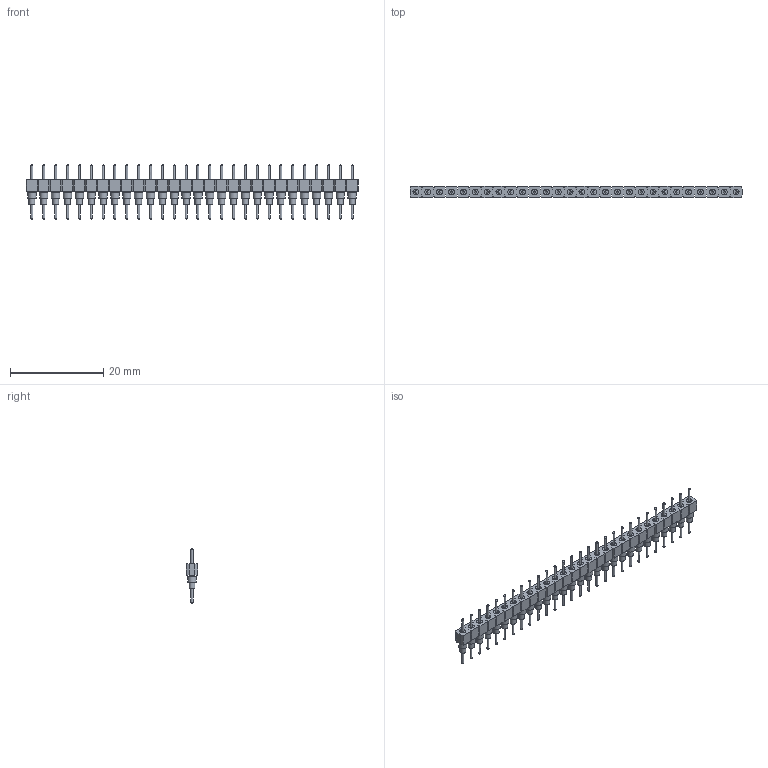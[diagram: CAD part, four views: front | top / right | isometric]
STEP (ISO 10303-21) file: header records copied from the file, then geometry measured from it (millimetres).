
FILE_DESCRIPTION(('FreeCAD Model'),'2;1');
FILE_NAME('Open CASCADE Shape Model','2025-01-12T11:50:32',(''),(''), 'Open CASCADE STEP processor 7.8','FreeCAD','Unknown');
FILE_SCHEMA(('AUTOMOTIVE_DESIGN { 1 0 10303 214 1 1 1 1 }'));
Length unit declared in the file: millimetre
Products named in the file (29): BBS-128-G-A_pins027; BBS-128-G-A_socket; BBS-128-G-A_pins; BBS-128-G-A_pins001; BBS-128-G-A_pins002; BBS-128-G-A_pins003; BBS-128-G-A_pins004; BBS-128-G-A_pins005; BBS-128-G-A_pins006; BBS-128-G-A_pins007; BBS-128-G-A_pins008; BBS-128-G-A_pins009; BBS-128-G-A_pins010; BBS-128-G-A_pins011; BBS-128-G-A_pins012; BBS-128-G-A_pins013; BBS-128-G-A_pins014; BBS-128-G-A_pins015; BBS-128-G-A_pins016; BBS-128-G-A_pins017; BBS-128-G-A_pins018; BBS-128-G-A_pins019; BBS-128-G-A_pins020; BBS-128-G-A_pins021; BBS-128-G-A_pins022; BBS-128-G-A_pins023; BBS-128-G-A_pins024; BBS-128-G-A_pins025; BBS-128-G-A_pins026
Bounding box: 71.12 x 2.44 x 11.68 mm (x, y, z)
Volume: 593.6 mm3; surface area: 2085.8 mm2
Topology: 29 solids, 29 shells, 508 faces, 1210 edges, 816 vertices
Faces by surface type: plane 284, cylinder 168, sphere 56
Full cylindrical faces by diameter (mm): 0.457 x56, 1.27 x84, 1.778 x28
Entity records: 15176 total; most frequent: CARTESIAN_POINT 2927, DIRECTION 2368, ORIENTED_EDGE 2308, EDGE_CURVE 1154, AXIS2_PLACEMENT_3D 929, VERTEX_POINT 816, FACE_BOUND 676, EDGE_LOOP 676
